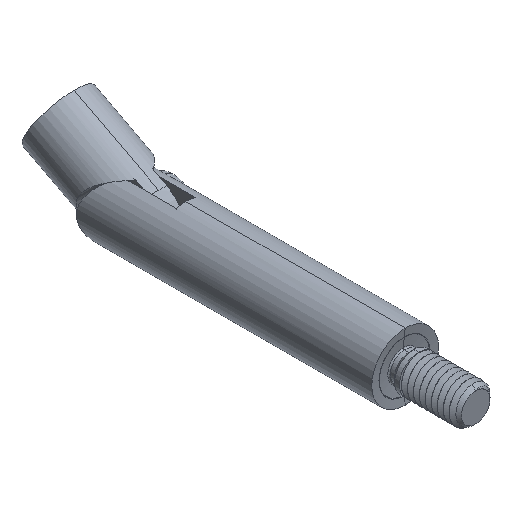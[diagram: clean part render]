
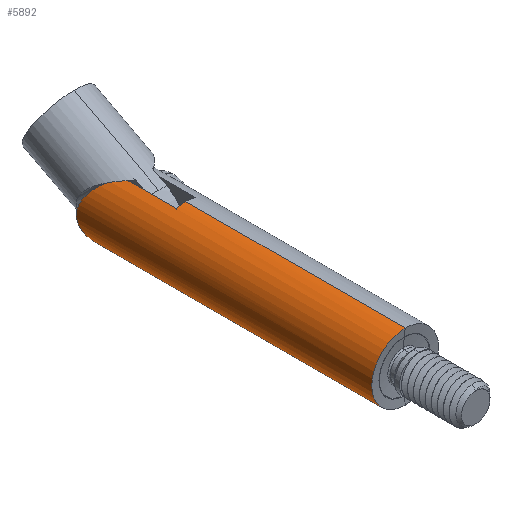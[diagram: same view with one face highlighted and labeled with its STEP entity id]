
A CAD part, isometric view. The second image highlights one B-rep face of the part: STEP entity #5892.
In plain terms, the highlighted cylindrical face has radius 7 mm (diameter 14 mm), a partial arc.
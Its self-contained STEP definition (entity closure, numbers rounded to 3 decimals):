
#2 = FACE_OUTER_BOUND ( 'NONE', #264, .T. ) ;
#66 = ORIENTED_EDGE ( 'NONE', *, *, #1408, .T. ) ;
#222 = LINE ( 'NONE', #4183, #637 ) ;
#260 = CARTESIAN_POINT ( 'NONE',  ( -2., 57., -6.708 ) ) ;
#264 = EDGE_LOOP ( 'NONE', ( #7123, #5934, #2820, #4026, #2096, #2652, #66, #4176 ) ) ;
#348 = EDGE_CURVE ( 'NONE', #838, #7206, #1962, .T. ) ;
#382 = CARTESIAN_POINT ( 'NONE',  ( -10.182, 65.182, -4.269 ) ) ;
#478 = CYLINDRICAL_SURFACE ( 'NONE', #5904, 7. ) ;
#637 = VECTOR ( 'NONE', #5365, 1000. ) ;
#638 = LINE ( 'NONE', #4564, #1095 ) ;
#838 = VERTEX_POINT ( 'NONE', #6709 ) ;
#1065 = CARTESIAN_POINT ( 'NONE',  ( 0., 0., -7. ) ) ;
#1095 = VECTOR ( 'NONE', #3534, 1000. ) ;
#1115 = VECTOR ( 'NONE', #5981, 1000. ) ;
#1241 = CIRCLE ( 'NONE', #3602, 7. ) ;
#1408 = EDGE_CURVE ( 'NONE', #6211, #6475, #638, .T. ) ;
#1415 = DIRECTION ( 'NONE',  ( 0., 1., 0. ) ) ;
#1443 = DIRECTION ( 'NONE',  ( 0., 0., -1. ) ) ;
#1457 = VERTEX_POINT ( 'NONE', #1825 ) ;
#1660 = DIRECTION ( 'NONE',  ( 0., -1., 0. ) ) ;
#1692 = AXIS2_PLACEMENT_3D ( 'NONE', #6556, #1415, #1443 ) ;
#1699 = DIRECTION ( 'NONE',  ( 0., 0., -1. ) ) ;
#1740 = CARTESIAN_POINT ( 'NONE',  ( 0., 0., 0. ) ) ;
#1825 = CARTESIAN_POINT ( 'NONE',  ( -2., 46., 6.708 ) ) ;
#1962 =( BOUNDED_CURVE ( )  B_SPLINE_CURVE ( 3, ( #2686, #3237, #382, #3558 ),
 .UNSPECIFIED., .F., .F. ) 
 B_SPLINE_CURVE_WITH_KNOTS ( ( 4, 4 ),
 ( 1.861, 4.423 ),
 .UNSPECIFIED. ) 
 CURVE ( )  GEOMETRIC_REPRESENTATION_ITEM ( )  RATIONAL_B_SPLINE_CURVE ( ( 1., 0.524, 0.524, 1. ) ) 
 REPRESENTATION_ITEM ( '' )  );
#2056 = VERTEX_POINT ( 'NONE', #4263 ) ;
#2096 = ORIENTED_EDGE ( 'NONE', *, *, #3894, .T. ) ;
#2319 = CARTESIAN_POINT ( 'NONE',  ( 0., 46., 7. ) ) ;
#2646 = CIRCLE ( 'NONE', #3234, 7. ) ;
#2652 = ORIENTED_EDGE ( 'NONE', *, *, #5843, .T. ) ;
#2686 = CARTESIAN_POINT ( 'NONE',  ( -2., 57., 6.708 ) ) ;
#2820 = ORIENTED_EDGE ( 'NONE', *, *, #5075, .T. ) ;
#2850 = DIRECTION ( 'NONE',  ( 0., -1., 0. ) ) ;
#2851 = CARTESIAN_POINT ( 'NONE',  ( 0., 46., 0. ) ) ;
#3234 = AXIS2_PLACEMENT_3D ( 'NONE', #2851, #4517, #6846 ) ;
#3237 = CARTESIAN_POINT ( 'NONE',  ( -10.182, 65.182, 4.269 ) ) ;
#3401 = EDGE_CURVE ( 'NONE', #6475, #2056, #5605, .T. ) ;
#3534 = DIRECTION ( 'NONE',  ( 0., -1., 0. ) ) ;
#3558 = CARTESIAN_POINT ( 'NONE',  ( -2., 57., -6.708 ) ) ;
#3602 = AXIS2_PLACEMENT_3D ( 'NONE', #5556, #2850, #6260 ) ;
#3755 = LINE ( 'NONE', #6019, #1115 ) ;
#3797 = EDGE_CURVE ( 'NONE', #4042, #1457, #2646, .T. ) ;
#3894 = EDGE_CURVE ( 'NONE', #7206, #3994, #222, .T. ) ;
#3930 = EDGE_CURVE ( 'NONE', #4042, #2056, #5956, .T. ) ;
#3994 = VERTEX_POINT ( 'NONE', #5095 ) ;
#4026 = ORIENTED_EDGE ( 'NONE', *, *, #348, .T. ) ;
#4042 = VERTEX_POINT ( 'NONE', #2319 ) ;
#4064 = VECTOR ( 'NONE', #5297, 1000. ) ;
#4176 = ORIENTED_EDGE ( 'NONE', *, *, #3401, .T. ) ;
#4183 = CARTESIAN_POINT ( 'NONE',  ( -2., 0., -6.708 ) ) ;
#4263 = CARTESIAN_POINT ( 'NONE',  ( 0., 0., 7. ) ) ;
#4517 = DIRECTION ( 'NONE',  ( 0., -1., 0. ) ) ;
#4564 = CARTESIAN_POINT ( 'NONE',  ( 0., 0., -7. ) ) ;
#4811 = CARTESIAN_POINT ( 'NONE',  ( 0., 0., 7. ) ) ;
#4983 = CARTESIAN_POINT ( 'NONE',  ( 0., 46., -7. ) ) ;
#5075 = EDGE_CURVE ( 'NONE', #1457, #838, #3755, .T. ) ;
#5095 = CARTESIAN_POINT ( 'NONE',  ( -2., 46., -6.708 ) ) ;
#5297 = DIRECTION ( 'NONE',  ( 0., -1., 0. ) ) ;
#5365 = DIRECTION ( 'NONE',  ( 0., -1., 0. ) ) ;
#5556 = CARTESIAN_POINT ( 'NONE',  ( 0., 46., 0. ) ) ;
#5605 = CIRCLE ( 'NONE', #1692, 7. ) ;
#5843 = EDGE_CURVE ( 'NONE', #3994, #6211, #1241, .T. ) ;
#5892 = ADVANCED_FACE ( 'NONE', ( #2 ), #478, .T. ) ;
#5904 = AXIS2_PLACEMENT_3D ( 'NONE', #1740, #1660, #1699 ) ;
#5934 = ORIENTED_EDGE ( 'NONE', *, *, #3797, .T. ) ;
#5956 = LINE ( 'NONE', #4811, #4064 ) ;
#5981 = DIRECTION ( 'NONE',  ( 0., 1., 0. ) ) ;
#6019 = CARTESIAN_POINT ( 'NONE',  ( -2., 0., 6.708 ) ) ;
#6211 = VERTEX_POINT ( 'NONE', #4983 ) ;
#6260 = DIRECTION ( 'NONE',  ( 0., 0., -1. ) ) ;
#6475 = VERTEX_POINT ( 'NONE', #1065 ) ;
#6556 = CARTESIAN_POINT ( 'NONE',  ( 0., 0., 0. ) ) ;
#6709 = CARTESIAN_POINT ( 'NONE',  ( -2., 57., 6.708 ) ) ;
#6846 = DIRECTION ( 'NONE',  ( 0., 0., -1. ) ) ;
#7123 = ORIENTED_EDGE ( 'NONE', *, *, #3930, .F. ) ;
#7206 = VERTEX_POINT ( 'NONE', #260 ) ;
